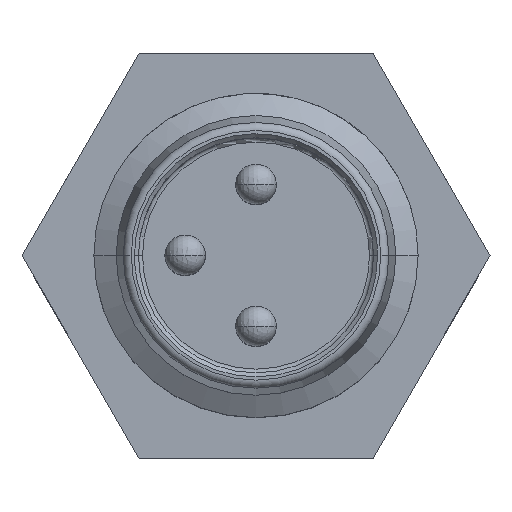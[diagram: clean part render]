
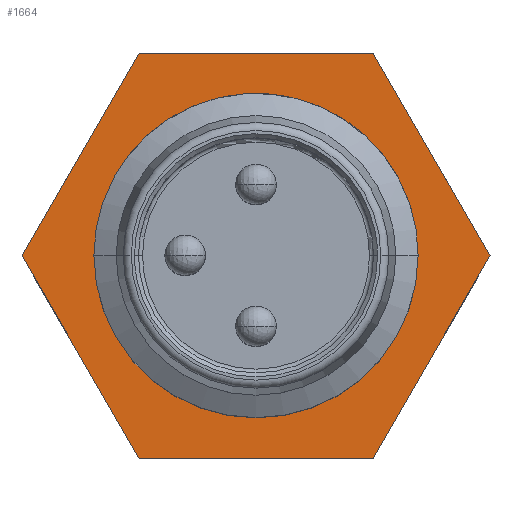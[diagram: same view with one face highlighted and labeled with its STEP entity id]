
A CAD part, top view. The second image highlights one B-rep face of the part: STEP entity #1664.
In plain terms, the highlighted planar face has unit normal (0, 0, 1).
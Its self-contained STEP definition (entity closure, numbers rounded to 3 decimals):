
#1636=AXIS2_PLACEMENT_3D('Plane Axis2P3D',#1633,#1634,#1635) ;
#1648=AXIS2_PLACEMENT_3D('Circle Axis2P3D',#1646,#1647,$) ;
#1657=AXIS2_PLACEMENT_3D('Circle Axis2P3D',#1655,#1656,$) ;
#1452=CARTESIAN_POINT('Line Origine',(5.774,0.,16.)) ;
#1456=CARTESIAN_POINT('Vertex',(2.887,0.,16.)) ;
#1458=CARTESIAN_POINT('Vertex',(8.66,0.,16.)) ;
#1492=CARTESIAN_POINT('Line Origine',(1.443,2.5,16.)) ;
#1496=CARTESIAN_POINT('Vertex',(0.,5.,16.)) ;
#1530=CARTESIAN_POINT('Line Origine',(1.443,7.5,16.)) ;
#1534=CARTESIAN_POINT('Vertex',(2.887,10.,16.)) ;
#1561=CARTESIAN_POINT('Line Origine',(5.774,10.,16.)) ;
#1565=CARTESIAN_POINT('Vertex',(8.66,10.,16.)) ;
#1592=CARTESIAN_POINT('Line Origine',(10.104,7.5,16.)) ;
#1596=CARTESIAN_POINT('Vertex',(11.547,5.,16.)) ;
#1621=CARTESIAN_POINT('Line Origine',(10.104,2.5,16.)) ;
#1633=CARTESIAN_POINT('Axis2P3D Location',(5.774,5.,16.)) ;
#1646=CARTESIAN_POINT('Axis2P3D Location',(5.774,5.,16.)) ;
#1650=CARTESIAN_POINT('Vertex',(9.774,5.,16.)) ;
#1652=CARTESIAN_POINT('Vertex',(1.774,5.,16.)) ;
#1655=CARTESIAN_POINT('Axis2P3D Location',(5.774,5.,16.)) ;
#1453=DIRECTION('Vector Direction',(1.,0.,0.)) ;
#1493=DIRECTION('Vector Direction',(0.5,-0.866,0.)) ;
#1531=DIRECTION('Vector Direction',(-0.5,-0.866,0.)) ;
#1562=DIRECTION('Vector Direction',(-1.,0.,0.)) ;
#1593=DIRECTION('Vector Direction',(-0.5,0.866,0.)) ;
#1622=DIRECTION('Vector Direction',(0.5,0.866,0.)) ;
#1634=DIRECTION('Axis2P3D Direction',(0.,0.,1.)) ;
#1635=DIRECTION('Axis2P3D XDirection',(-1.,0.,0.)) ;
#1647=DIRECTION('Axis2P3D Direction',(0.,0.,1.)) ;
#1656=DIRECTION('Axis2P3D Direction',(0.,0.,1.)) ;
#1454=VECTOR('Line Direction',#1453,1.) ;
#1494=VECTOR('Line Direction',#1493,1.) ;
#1532=VECTOR('Line Direction',#1531,1.) ;
#1563=VECTOR('Line Direction',#1562,1.) ;
#1594=VECTOR('Line Direction',#1593,1.) ;
#1623=VECTOR('Line Direction',#1622,1.) ;
#1639=ORIENTED_EDGE('',*,*,#1498,.T.) ;
#1640=ORIENTED_EDGE('',*,*,#1460,.T.) ;
#1641=ORIENTED_EDGE('',*,*,#1625,.T.) ;
#1642=ORIENTED_EDGE('',*,*,#1598,.T.) ;
#1643=ORIENTED_EDGE('',*,*,#1567,.T.) ;
#1644=ORIENTED_EDGE('',*,*,#1536,.T.) ;
#1661=ORIENTED_EDGE('',*,*,#1654,.F.) ;
#1662=ORIENTED_EDGE('',*,*,#1659,.F.) ;
#1663=FACE_BOUND('',#1660,.T.) ;
#1664=ADVANCED_FACE('Hauptkoerper',(#1645,#1663),#1637,.T.) ;
#1649=CIRCLE('generated circle',#1648,4.) ;
#1658=CIRCLE('generated circle',#1657,4.) ;
#1460=EDGE_CURVE('',#1457,#1459,#1455,.T.) ;
#1498=EDGE_CURVE('',#1497,#1457,#1495,.T.) ;
#1536=EDGE_CURVE('',#1535,#1497,#1533,.T.) ;
#1567=EDGE_CURVE('',#1566,#1535,#1564,.T.) ;
#1598=EDGE_CURVE('',#1597,#1566,#1595,.T.) ;
#1625=EDGE_CURVE('',#1459,#1597,#1624,.T.) ;
#1654=EDGE_CURVE('',#1651,#1653,#1649,.T.) ;
#1659=EDGE_CURVE('',#1653,#1651,#1658,.T.) ;
#1638=EDGE_LOOP('',(#1639,#1640,#1641,#1642,#1643,#1644)) ;
#1660=EDGE_LOOP('',(#1661,#1662)) ;
#1645=FACE_OUTER_BOUND('',#1638,.T.) ;
#1455=LINE('Line',#1452,#1454) ;
#1495=LINE('Line',#1492,#1494) ;
#1533=LINE('Line',#1530,#1532) ;
#1564=LINE('Line',#1561,#1563) ;
#1595=LINE('Line',#1592,#1594) ;
#1624=LINE('Line',#1621,#1623) ;
#1637=PLANE('',#1636) ;
#1457=VERTEX_POINT('',#1456) ;
#1459=VERTEX_POINT('',#1458) ;
#1497=VERTEX_POINT('',#1496) ;
#1535=VERTEX_POINT('',#1534) ;
#1566=VERTEX_POINT('',#1565) ;
#1597=VERTEX_POINT('',#1596) ;
#1651=VERTEX_POINT('',#1650) ;
#1653=VERTEX_POINT('',#1652) ;
